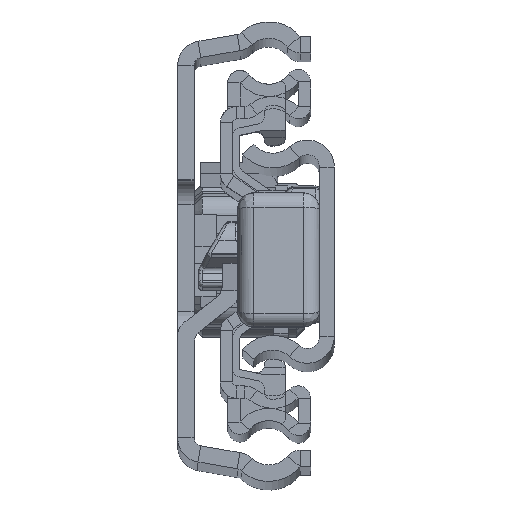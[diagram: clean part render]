
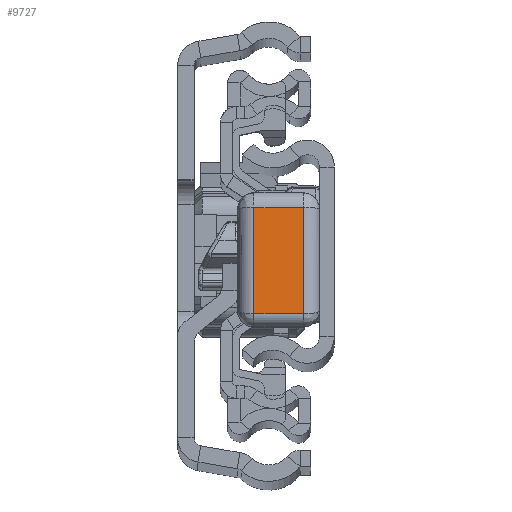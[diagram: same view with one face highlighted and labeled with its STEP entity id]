
A CAD part, top view. The second image highlights one B-rep face of the part: STEP entity #9727.
In plain terms, the highlighted face is planar.
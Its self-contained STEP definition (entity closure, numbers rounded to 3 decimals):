
#2051 = ORIENTED_EDGE ( 'NONE', *, *, #40096, .T. ) ;
#2270 = VECTOR ( 'NONE', #10396, 1000. ) ;
#2521 = DIRECTION ( 'NONE',  ( 0., 0., -1. ) ) ;
#3026 = EDGE_CURVE ( 'NONE', #24867, #22142, #19303, .T. ) ;
#3519 = VECTOR ( 'NONE', #34130, 1000. ) ;
#5524 = CARTESIAN_POINT ( 'NONE',  ( 39.636, -12.609, 5.5 ) ) ;
#6707 = CARTESIAN_POINT ( 'NONE',  ( 39.636, 0.361, 2. ) ) ;
#9727 = ADVANCED_FACE ( 'NONE', ( #39592 ), #30430, .F. ) ;
#9864 = ORIENTED_EDGE ( 'NONE', *, *, #59349, .T. ) ;
#10084 = LINE ( 'NONE', #5524, #2270 ) ;
#10396 = DIRECTION ( 'NONE',  ( 0., 0., -1. ) ) ;
#10791 = CARTESIAN_POINT ( 'NONE',  ( 39.636, 0., 2. ) ) ;
#13871 = VERTEX_POINT ( 'NONE', #22643 ) ;
#14500 = ORIENTED_EDGE ( 'NONE', *, *, #3026, .T. ) ;
#19303 = LINE ( 'NONE', #10791, #3519 ) ;
#20402 = VERTEX_POINT ( 'NONE', #58232 ) ;
#22142 = VERTEX_POINT ( 'NONE', #6707 ) ;
#22643 = CARTESIAN_POINT ( 'NONE',  ( 39.636, -12.609, 8. ) ) ;
#23486 = LINE ( 'NONE', #32884, #40552 ) ;
#23865 = CARTESIAN_POINT ( 'NONE',  ( 39.636, -12.609, 2. ) ) ;
#24867 = VERTEX_POINT ( 'NONE', #23865 ) ;
#26368 = EDGE_CURVE ( 'NONE', #13871, #24867, #10084, .T. ) ;
#26947 = ORIENTED_EDGE ( 'NONE', *, *, #26368, .T. ) ;
#30221 = VECTOR ( 'NONE', #35199, 1000. ) ;
#30430 = PLANE ( 'NONE',  #33549 ) ;
#32884 = CARTESIAN_POINT ( 'NONE',  ( 39.636, 0.361, 5.5 ) ) ;
#33549 = AXIS2_PLACEMENT_3D ( 'NONE', #53301, #58768, #2521 ) ;
#34130 = DIRECTION ( 'NONE',  ( 0., 1., 0. ) ) ;
#35199 = DIRECTION ( 'NONE',  ( 0., -1., 0. ) ) ;
#39592 = FACE_OUTER_BOUND ( 'NONE', #45213, .T. ) ;
#40096 = EDGE_CURVE ( 'NONE', #20402, #13871, #48606, .T. ) ;
#40552 = VECTOR ( 'NONE', #42356, 1000. ) ;
#42356 = DIRECTION ( 'NONE',  ( 0., 0., 1. ) ) ;
#44379 = CARTESIAN_POINT ( 'NONE',  ( 39.636, 0., 8. ) ) ;
#45213 = EDGE_LOOP ( 'NONE', ( #14500, #9864, #2051, #26947 ) ) ;
#48606 = LINE ( 'NONE', #44379, #30221 ) ;
#53301 = CARTESIAN_POINT ( 'NONE',  ( 39.636, 0., 5.5 ) ) ;
#58232 = CARTESIAN_POINT ( 'NONE',  ( 39.636, 0.361, 8. ) ) ;
#58768 = DIRECTION ( 'NONE',  ( -1., 0., 0. ) ) ;
#59349 = EDGE_CURVE ( 'NONE', #22142, #20402, #23486, .T. ) ;
